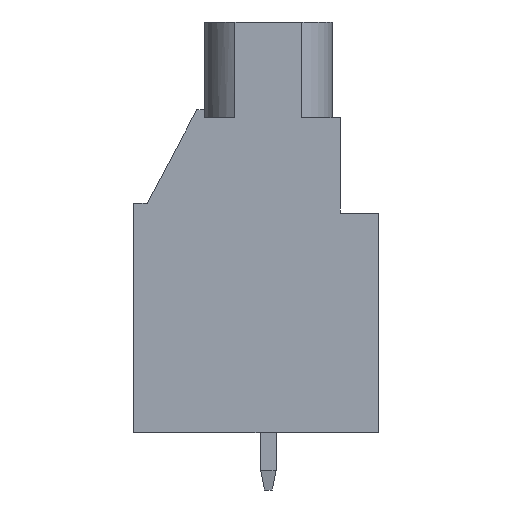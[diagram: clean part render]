
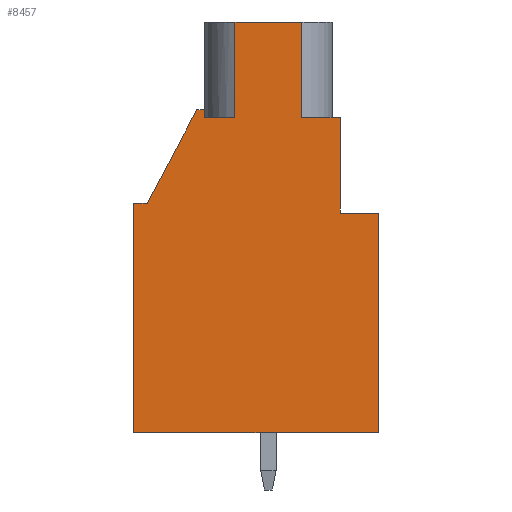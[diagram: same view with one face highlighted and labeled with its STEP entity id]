
A CAD part, front view. The second image highlights one B-rep face of the part: STEP entity #8457.
In plain terms, the highlighted free-form (B-spline) face has degree [1, 1] with [2, 2] control points.
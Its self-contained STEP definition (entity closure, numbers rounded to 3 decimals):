
#5065 = VERTEX_POINT('',#5066);
#5066 = CARTESIAN_POINT('',(13.881,0.,12.471));
#5071 = EDGE_CURVE('',#5072,#5065,#5074,.T.);
#5072 = VERTEX_POINT('',#5073);
#5073 = CARTESIAN_POINT('',(13.881,0.,0.));
#5074 = B_SPLINE_CURVE_WITH_KNOTS('',1,(#5075,#5076),.UNSPECIFIED.,.F.,
  .F.,(2,2),(0.,11.5),.PIECEWISE_BEZIER_KNOTS.);
#5075 = CARTESIAN_POINT('',(13.881,0.,0.));
#5076 = CARTESIAN_POINT('',(13.881,0.,12.471));
#7281 = VERTEX_POINT('',#7282);
#7282 = CARTESIAN_POINT('',(0.,0.,0.));
#7287 = EDGE_CURVE('',#7281,#7288,#7290,.T.);
#7288 = VERTEX_POINT('',#7289);
#7289 = CARTESIAN_POINT('',(0.,0.,13.013));
#7290 = B_SPLINE_CURVE_WITH_KNOTS('',1,(#7291,#7292),.UNSPECIFIED.,.F.,
  .F.,(2,2),(0.,12.),.PIECEWISE_BEZIER_KNOTS.);
#7291 = CARTESIAN_POINT('',(0.,0.,0.));
#7292 = CARTESIAN_POINT('',(0.,0.,13.013));
#7670 = VERTEX_POINT('',#7671);
#7671 = CARTESIAN_POINT('',(4.012,0.,18.327));
#7678 = EDGE_CURVE('',#7679,#7670,#7681,.T.);
#7679 = VERTEX_POINT('',#7680);
#7680 = CARTESIAN_POINT('',(4.012,0.,17.893));
#7681 = B_SPLINE_CURVE_WITH_KNOTS('',1,(#7682,#7683),.UNSPECIFIED.,.F.,
  .F.,(2,2),(0.375,0.775),.PIECEWISE_BEZIER_KNOTS.);
#7682 = CARTESIAN_POINT('',(4.012,0.,17.893));
#7683 = CARTESIAN_POINT('',(4.012,0.,18.327));
#7820 = VERTEX_POINT('',#7821);
#7821 = CARTESIAN_POINT('',(5.748,0.,23.315));
#7834 = VERTEX_POINT('',#7835);
#7835 = CARTESIAN_POINT('',(5.748,0.,17.893));
#7840 = EDGE_CURVE('',#7820,#7834,#7841,.T.);
#7841 = B_SPLINE_CURVE_WITH_KNOTS('',1,(#7842,#7843),.UNSPECIFIED.,.F.,
  .F.,(2,2),(-5.375,-0.375),.PIECEWISE_BEZIER_KNOTS.);
#7842 = CARTESIAN_POINT('',(5.748,0.,23.315));
#7843 = CARTESIAN_POINT('',(5.748,0.,17.893));
#7854 = EDGE_CURVE('',#7834,#7679,#7855,.T.);
#7855 = B_SPLINE_CURVE_WITH_KNOTS('',1,(#7856,#7857),.UNSPECIFIED.,.F.,
  .F.,(2,2),(0.15,1.75),.PIECEWISE_BEZIER_KNOTS.);
#7856 = CARTESIAN_POINT('',(5.748,0.,17.893));
#7857 = CARTESIAN_POINT('',(4.012,0.,17.893));
#8226 = VERTEX_POINT('',#8227);
#8227 = CARTESIAN_POINT('',(9.543,0.,23.315));
#8232 = EDGE_CURVE('',#8233,#8226,#8235,.T.);
#8233 = VERTEX_POINT('',#8234);
#8234 = CARTESIAN_POINT('',(9.543,0.,17.893));
#8235 = B_SPLINE_CURVE_WITH_KNOTS('',1,(#8236,#8237),.UNSPECIFIED.,.F.,
  .F.,(2,2),(0.375,5.375),.PIECEWISE_BEZIER_KNOTS.);
#8236 = CARTESIAN_POINT('',(9.543,0.,17.893));
#8237 = CARTESIAN_POINT('',(9.543,0.,23.315));
#8457 = ADVANCED_FACE('',(#8458),#8514,.F.);
#8458 = FACE_BOUND('',#8459,.T.);
#8459 = EDGE_LOOP('',(#8460,#8461,#8462,#8463,#8470,#8477,#8482,#8483,
    #8488,#8489,#8496,#8503,#8508,#8509));
#8460 = ORIENTED_EDGE('',*,*,#7840,.T.);
#8461 = ORIENTED_EDGE('',*,*,#7854,.T.);
#8462 = ORIENTED_EDGE('',*,*,#7678,.T.);
#8463 = ORIENTED_EDGE('',*,*,#8464,.T.);
#8464 = EDGE_CURVE('',#7670,#8465,#8467,.T.);
#8465 = VERTEX_POINT('',#8466);
#8466 = CARTESIAN_POINT('',(3.579,0.,18.327));
#8467 = B_SPLINE_CURVE_WITH_KNOTS('',1,(#8468,#8469),.UNSPECIFIED.,.F.,
  .F.,(2,2),(0.,0.4),.PIECEWISE_BEZIER_KNOTS.);
#8468 = CARTESIAN_POINT('',(4.012,0.,18.327));
#8469 = CARTESIAN_POINT('',(3.579,0.,18.327));
#8470 = ORIENTED_EDGE('',*,*,#8471,.T.);
#8471 = EDGE_CURVE('',#8465,#8472,#8474,.T.);
#8472 = VERTEX_POINT('',#8473);
#8473 = CARTESIAN_POINT('',(0.759,0.,13.013));
#8474 = B_SPLINE_CURVE_WITH_KNOTS('',1,(#8475,#8476),.UNSPECIFIED.,.F.,
  .F.,(2,2),(0.,5.547),.PIECEWISE_BEZIER_KNOTS.);
#8475 = CARTESIAN_POINT('',(3.579,0.,18.327));
#8476 = CARTESIAN_POINT('',(0.759,0.,13.013));
#8477 = ORIENTED_EDGE('',*,*,#8478,.F.);
#8478 = EDGE_CURVE('',#7288,#8472,#8479,.T.);
#8479 = B_SPLINE_CURVE_WITH_KNOTS('',1,(#8480,#8481),.UNSPECIFIED.,.F.,
  .F.,(2,2),(0.,0.7),.PIECEWISE_BEZIER_KNOTS.);
#8480 = CARTESIAN_POINT('',(0.,0.,13.013));
#8481 = CARTESIAN_POINT('',(0.759,0.,13.013));
#8482 = ORIENTED_EDGE('',*,*,#7287,.F.);
#8483 = ORIENTED_EDGE('',*,*,#8484,.T.);
#8484 = EDGE_CURVE('',#7281,#5072,#8485,.T.);
#8485 = B_SPLINE_CURVE_WITH_KNOTS('',1,(#8486,#8487),.UNSPECIFIED.,.F.,
  .F.,(2,2),(0.,12.8),.PIECEWISE_BEZIER_KNOTS.);
#8486 = CARTESIAN_POINT('',(0.,0.,0.));
#8487 = CARTESIAN_POINT('',(13.881,0.,0.));
#8488 = ORIENTED_EDGE('',*,*,#5071,.T.);
#8489 = ORIENTED_EDGE('',*,*,#8490,.F.);
#8490 = EDGE_CURVE('',#8491,#5065,#8493,.T.);
#8491 = VERTEX_POINT('',#8492);
#8492 = CARTESIAN_POINT('',(11.712,0.,12.471));
#8493 = B_SPLINE_CURVE_WITH_KNOTS('',1,(#8494,#8495),.UNSPECIFIED.,.F.,
  .F.,(2,2),(0.,2.),.PIECEWISE_BEZIER_KNOTS.);
#8494 = CARTESIAN_POINT('',(11.712,0.,12.471));
#8495 = CARTESIAN_POINT('',(13.881,0.,12.471));
#8496 = ORIENTED_EDGE('',*,*,#8497,.F.);
#8497 = EDGE_CURVE('',#8498,#8491,#8500,.T.);
#8498 = VERTEX_POINT('',#8499);
#8499 = CARTESIAN_POINT('',(11.712,0.,17.893));
#8500 = B_SPLINE_CURVE_WITH_KNOTS('',1,(#8501,#8502),.UNSPECIFIED.,.F.,
  .F.,(2,2),(0.,5.),.PIECEWISE_BEZIER_KNOTS.);
#8501 = CARTESIAN_POINT('',(11.712,0.,17.893));
#8502 = CARTESIAN_POINT('',(11.712,0.,12.471));
#8503 = ORIENTED_EDGE('',*,*,#8504,.T.);
#8504 = EDGE_CURVE('',#8498,#8233,#8505,.T.);
#8505 = B_SPLINE_CURVE_WITH_KNOTS('',1,(#8506,#8507),.UNSPECIFIED.,.F.,
  .F.,(2,2),(-2.8,-0.8),.PIECEWISE_BEZIER_KNOTS.);
#8506 = CARTESIAN_POINT('',(11.712,0.,17.893));
#8507 = CARTESIAN_POINT('',(9.543,0.,17.893));
#8508 = ORIENTED_EDGE('',*,*,#8232,.T.);
#8509 = ORIENTED_EDGE('',*,*,#8510,.F.);
#8510 = EDGE_CURVE('',#7820,#8226,#8511,.T.);
#8511 = B_SPLINE_CURVE_WITH_KNOTS('',1,(#8512,#8513),.UNSPECIFIED.,.F.,
  .F.,(2,2),(1.6,5.1),.PIECEWISE_BEZIER_KNOTS.);
#8512 = CARTESIAN_POINT('',(5.748,0.,23.315));
#8513 = CARTESIAN_POINT('',(9.543,0.,23.315));
#8514 = B_SPLINE_SURFACE_WITH_KNOTS('',1,1,(
    (#8515,#8516)
    ,(#8517,#8518
    )),.UNSPECIFIED.,.F.,.F.,.F.,(2,2),(2,2),(-6.4,6.4),(-10.75,
    10.75),.PIECEWISE_BEZIER_KNOTS.);
#8515 = CARTESIAN_POINT('',(0.,0.,23.315));
#8516 = CARTESIAN_POINT('',(0.,0.,0.));
#8517 = CARTESIAN_POINT('',(13.881,0.,23.315));
#8518 = CARTESIAN_POINT('',(13.881,0.,0.));
